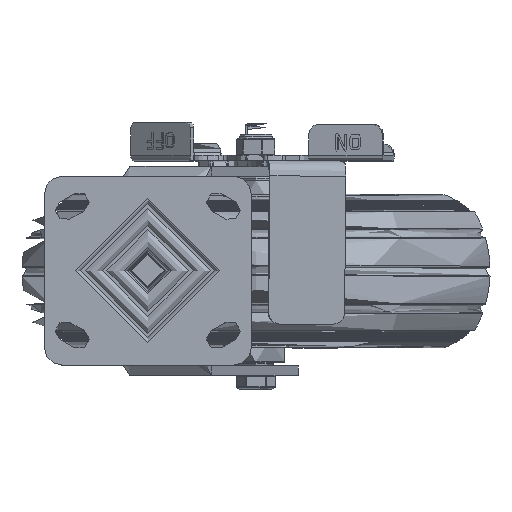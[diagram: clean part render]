
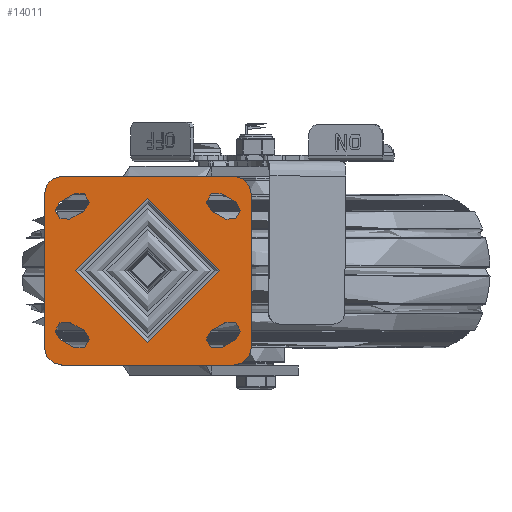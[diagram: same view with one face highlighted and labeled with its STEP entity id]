
A CAD part, top view. The second image highlights one B-rep face of the part: STEP entity #14011.
In plain terms, the highlighted planar face has unit normal (0, 0, 1).
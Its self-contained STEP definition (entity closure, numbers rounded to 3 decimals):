
#750=FACE_BOUND('',#4352,.T.);
#751=FACE_BOUND('',#4353,.T.);
#752=FACE_BOUND('',#4354,.T.);
#753=FACE_BOUND('',#4355,.T.);
#754=FACE_BOUND('',#4356,.T.);
#871=PLANE('',#15143);
#1438=LINE('',#21052,#2425);
#1440=LINE('',#21055,#2427);
#1442=LINE('',#21058,#2429);
#1444=LINE('',#21061,#2431);
#1446=LINE('',#21064,#2433);
#1448=LINE('',#21067,#2435);
#1450=LINE('',#21070,#2437);
#1452=LINE('',#21073,#2439);
#1456=LINE('',#21087,#2443);
#1460=LINE('',#21099,#2447);
#1464=LINE('',#21111,#2451);
#1468=LINE('',#21121,#2455);
#2425=VECTOR('',#16869,1000.);
#2427=VECTOR('',#16873,1000.);
#2429=VECTOR('',#16877,1000.);
#2431=VECTOR('',#16881,1000.);
#2433=VECTOR('',#16885,1000.);
#2435=VECTOR('',#16889,1000.);
#2437=VECTOR('',#16893,1000.);
#2439=VECTOR('',#16897,1000.);
#2443=VECTOR('',#16909,1000.);
#2447=VECTOR('',#16921,1000.);
#2451=VECTOR('',#16933,1000.);
#2455=VECTOR('',#16945,1000.);
#3490=FACE_OUTER_BOUND('',#4351,.T.);
#4351=EDGE_LOOP('',(#9800,#9801,#9802,#9803,#9804,#9805,#9806,#9807));
#4352=EDGE_LOOP('',(#9808,#9809,#9810,#9811));
#4353=EDGE_LOOP('',(#9812,#9813,#9814,#9815));
#4354=EDGE_LOOP('',(#9816,#9817,#9818,#9819));
#4355=EDGE_LOOP('',(#9820,#9821,#9822,#9823));
#4356=EDGE_LOOP('',(#9824));
#5241=CIRCLE('',#15014,40.078);
#5252=CIRCLE('',#15030,5.5);
#5253=CIRCLE('',#15032,5.5);
#5256=CIRCLE('',#15036,5.5);
#5257=CIRCLE('',#15038,5.5);
#5260=CIRCLE('',#15042,5.5);
#5261=CIRCLE('',#15044,5.5);
#5264=CIRCLE('',#15048,5.5);
#5265=CIRCLE('',#15050,5.5);
#5306=CIRCLE('',#15125,10.);
#5308=CIRCLE('',#15129,10.);
#5310=CIRCLE('',#15133,10.);
#5312=CIRCLE('',#15137,10.);
#6037=VERTEX_POINT('',#20852);
#6046=VERTEX_POINT('',#20879);
#6047=VERTEX_POINT('',#20881);
#6048=VERTEX_POINT('',#20885);
#6049=VERTEX_POINT('',#20886);
#6054=VERTEX_POINT('',#20897);
#6055=VERTEX_POINT('',#20899);
#6056=VERTEX_POINT('',#20903);
#6057=VERTEX_POINT('',#20904);
#6062=VERTEX_POINT('',#20915);
#6063=VERTEX_POINT('',#20917);
#6064=VERTEX_POINT('',#20921);
#6065=VERTEX_POINT('',#20922);
#6070=VERTEX_POINT('',#20933);
#6071=VERTEX_POINT('',#20935);
#6072=VERTEX_POINT('',#20939);
#6073=VERTEX_POINT('',#20940);
#6108=VERTEX_POINT('',#21078);
#6109=VERTEX_POINT('',#21080);
#6111=VERTEX_POINT('',#21086);
#6113=VERTEX_POINT('',#21092);
#6115=VERTEX_POINT('',#21098);
#6117=VERTEX_POINT('',#21104);
#6119=VERTEX_POINT('',#21110);
#6121=VERTEX_POINT('',#21116);
#7420=EDGE_CURVE('',#6037,#6037,#5241,.T.);
#7433=EDGE_CURVE('',#6047,#6046,#5252,.T.);
#7435=EDGE_CURVE('',#6048,#6049,#5253,.T.);
#7441=EDGE_CURVE('',#6055,#6054,#5256,.T.);
#7443=EDGE_CURVE('',#6056,#6057,#5257,.T.);
#7449=EDGE_CURVE('',#6063,#6062,#5260,.T.);
#7451=EDGE_CURVE('',#6064,#6065,#5261,.T.);
#7457=EDGE_CURVE('',#6071,#6070,#5264,.T.);
#7459=EDGE_CURVE('',#6072,#6073,#5265,.T.);
#7512=EDGE_CURVE('',#6073,#6071,#1438,.T.);
#7514=EDGE_CURVE('',#6070,#6072,#1440,.T.);
#7516=EDGE_CURVE('',#6065,#6063,#1442,.T.);
#7518=EDGE_CURVE('',#6062,#6064,#1444,.T.);
#7520=EDGE_CURVE('',#6057,#6055,#1446,.T.);
#7522=EDGE_CURVE('',#6054,#6056,#1448,.T.);
#7524=EDGE_CURVE('',#6049,#6047,#1450,.T.);
#7526=EDGE_CURVE('',#6046,#6048,#1452,.T.);
#7529=EDGE_CURVE('',#6108,#6109,#5306,.T.);
#7532=EDGE_CURVE('',#6109,#6111,#1456,.T.);
#7535=EDGE_CURVE('',#6111,#6113,#5308,.T.);
#7538=EDGE_CURVE('',#6113,#6115,#1460,.T.);
#7541=EDGE_CURVE('',#6117,#6115,#5310,.T.);
#7544=EDGE_CURVE('',#6117,#6119,#1464,.T.);
#7547=EDGE_CURVE('',#6121,#6119,#5312,.T.);
#7550=EDGE_CURVE('',#6121,#6108,#1468,.T.);
#9800=ORIENTED_EDGE('',*,*,#7529,.F.);
#9801=ORIENTED_EDGE('',*,*,#7550,.F.);
#9802=ORIENTED_EDGE('',*,*,#7547,.T.);
#9803=ORIENTED_EDGE('',*,*,#7544,.F.);
#9804=ORIENTED_EDGE('',*,*,#7541,.T.);
#9805=ORIENTED_EDGE('',*,*,#7538,.F.);
#9806=ORIENTED_EDGE('',*,*,#7535,.F.);
#9807=ORIENTED_EDGE('',*,*,#7532,.F.);
#9808=ORIENTED_EDGE('',*,*,#7524,.T.);
#9809=ORIENTED_EDGE('',*,*,#7433,.T.);
#9810=ORIENTED_EDGE('',*,*,#7526,.T.);
#9811=ORIENTED_EDGE('',*,*,#7435,.T.);
#9812=ORIENTED_EDGE('',*,*,#7520,.T.);
#9813=ORIENTED_EDGE('',*,*,#7441,.T.);
#9814=ORIENTED_EDGE('',*,*,#7522,.T.);
#9815=ORIENTED_EDGE('',*,*,#7443,.T.);
#9816=ORIENTED_EDGE('',*,*,#7516,.T.);
#9817=ORIENTED_EDGE('',*,*,#7449,.T.);
#9818=ORIENTED_EDGE('',*,*,#7518,.T.);
#9819=ORIENTED_EDGE('',*,*,#7451,.T.);
#9820=ORIENTED_EDGE('',*,*,#7512,.T.);
#9821=ORIENTED_EDGE('',*,*,#7457,.T.);
#9822=ORIENTED_EDGE('',*,*,#7514,.T.);
#9823=ORIENTED_EDGE('',*,*,#7459,.T.);
#9824=ORIENTED_EDGE('',*,*,#7420,.F.);
#14011=ADVANCED_FACE('',(#3490,#750,#751,#752,#753,#754),#871,.T.);
#15014=AXIS2_PLACEMENT_3D('',#20854,#16637,#16638);
#15030=AXIS2_PLACEMENT_3D('',#20882,#16671,#16672);
#15032=AXIS2_PLACEMENT_3D('',#20887,#16676,#16677);
#15036=AXIS2_PLACEMENT_3D('',#20900,#16687,#16688);
#15038=AXIS2_PLACEMENT_3D('',#20905,#16692,#16693);
#15042=AXIS2_PLACEMENT_3D('',#20918,#16703,#16704);
#15044=AXIS2_PLACEMENT_3D('',#20923,#16708,#16709);
#15048=AXIS2_PLACEMENT_3D('',#20936,#16719,#16720);
#15050=AXIS2_PLACEMENT_3D('',#20941,#16724,#16725);
#15125=AXIS2_PLACEMENT_3D('',#21081,#16903,#16904);
#15129=AXIS2_PLACEMENT_3D('',#21093,#16915,#16916);
#15133=AXIS2_PLACEMENT_3D('',#21105,#16927,#16928);
#15137=AXIS2_PLACEMENT_3D('',#21117,#16939,#16940);
#15143=AXIS2_PLACEMENT_3D('',#21126,#16954,#16955);
#16637=DIRECTION('center_axis',(0.,0.,1.));
#16638=DIRECTION('ref_axis',(-1.,0.,0.));
#16671=DIRECTION('center_axis',(0.,0.,-1.));
#16672=DIRECTION('ref_axis',(1.,0.,0.));
#16676=DIRECTION('center_axis',(0.,0.,-1.));
#16677=DIRECTION('ref_axis',(1.,0.,0.));
#16687=DIRECTION('center_axis',(0.,0.,-1.));
#16688=DIRECTION('ref_axis',(1.,0.,0.));
#16692=DIRECTION('center_axis',(0.,0.,-1.));
#16693=DIRECTION('ref_axis',(1.,0.,0.));
#16703=DIRECTION('center_axis',(0.,0.,-1.));
#16704=DIRECTION('ref_axis',(-1.,0.,0.));
#16708=DIRECTION('center_axis',(0.,0.,-1.));
#16709=DIRECTION('ref_axis',(-1.,0.,0.));
#16719=DIRECTION('center_axis',(0.,0.,-1.));
#16720=DIRECTION('ref_axis',(-1.,0.,0.));
#16724=DIRECTION('center_axis',(0.,0.,-1.));
#16725=DIRECTION('ref_axis',(-1.,0.,0.));
#16869=DIRECTION('',(0.872,0.49,0.));
#16873=DIRECTION('',(-0.872,-0.49,0.));
#16877=DIRECTION('',(0.872,-0.49,0.));
#16881=DIRECTION('',(-0.872,0.49,0.));
#16885=DIRECTION('',(-0.872,0.49,0.));
#16889=DIRECTION('',(0.872,-0.49,0.));
#16893=DIRECTION('',(-0.872,-0.49,0.));
#16897=DIRECTION('',(0.872,0.49,0.));
#16903=DIRECTION('center_axis',(0.,0.,-1.));
#16904=DIRECTION('ref_axis',(-1.,0.,0.));
#16909=DIRECTION('',(1.,0.,0.));
#16915=DIRECTION('center_axis',(0.,0.,-1.));
#16916=DIRECTION('ref_axis',(0.,1.,0.));
#16921=DIRECTION('',(0.,-1.,0.));
#16927=DIRECTION('center_axis',(0.,0.,1.));
#16928=DIRECTION('ref_axis',(0.,-1.,0.));
#16933=DIRECTION('',(-1.,0.,0.));
#16939=DIRECTION('center_axis',(0.,0.,1.));
#16940=DIRECTION('ref_axis',(-1.,0.,0.));
#16945=DIRECTION('',(0.,1.,0.));
#16954=DIRECTION('center_axis',(0.,0.,1.));
#16955=DIRECTION('ref_axis',(1.,0.,0.));
#20852=CARTESIAN_POINT('',(40.078,0.,0.));
#20854=CARTESIAN_POINT('Origin',(0.,0.,0.));
#20879=CARTESIAN_POINT('',(-48.696,38.294,0.));
#20881=CARTESIAN_POINT('',(-43.304,28.706,0.));
#20882=CARTESIAN_POINT('Origin',(-46.,33.5,0.));
#20885=CARTESIAN_POINT('',(-40.696,42.794,0.));
#20886=CARTESIAN_POINT('',(-35.304,33.206,0.));
#20887=CARTESIAN_POINT('Origin',(-38.,38.,0.));
#20897=CARTESIAN_POINT('',(-43.304,-28.706,0.));
#20899=CARTESIAN_POINT('',(-48.696,-38.294,0.));
#20900=CARTESIAN_POINT('Origin',(-46.,-33.5,0.));
#20903=CARTESIAN_POINT('',(-35.304,-33.206,0.));
#20904=CARTESIAN_POINT('',(-40.696,-42.794,0.));
#20905=CARTESIAN_POINT('Origin',(-38.,-38.,0.));
#20915=CARTESIAN_POINT('',(43.304,28.706,0.));
#20917=CARTESIAN_POINT('',(48.696,38.294,0.));
#20918=CARTESIAN_POINT('Origin',(46.,33.5,0.));
#20921=CARTESIAN_POINT('',(35.304,33.206,0.));
#20922=CARTESIAN_POINT('',(40.696,42.794,0.));
#20923=CARTESIAN_POINT('Origin',(38.,38.,0.));
#20933=CARTESIAN_POINT('',(48.696,-38.294,0.));
#20935=CARTESIAN_POINT('',(43.304,-28.706,0.));
#20936=CARTESIAN_POINT('Origin',(46.,-33.5,0.));
#20939=CARTESIAN_POINT('',(40.696,-42.794,0.));
#20940=CARTESIAN_POINT('',(35.304,-33.206,0.));
#20941=CARTESIAN_POINT('Origin',(38.,-38.,0.));
#21052=CARTESIAN_POINT('',(43.304,-28.706,0.));
#21055=CARTESIAN_POINT('',(48.696,-38.294,0.));
#21058=CARTESIAN_POINT('',(48.696,38.294,0.));
#21061=CARTESIAN_POINT('',(43.304,28.706,0.));
#21064=CARTESIAN_POINT('',(-48.696,-38.294,0.));
#21067=CARTESIAN_POINT('',(-43.304,-28.706,0.));
#21070=CARTESIAN_POINT('',(-43.304,28.706,0.));
#21073=CARTESIAN_POINT('',(-48.696,38.294,0.));
#21078=CARTESIAN_POINT('',(-57.5,42.5,0.));
#21080=CARTESIAN_POINT('',(-47.5,52.5,0.));
#21081=CARTESIAN_POINT('Origin',(-47.5,42.5,0.));
#21086=CARTESIAN_POINT('',(47.5,52.5,0.));
#21087=CARTESIAN_POINT('',(-47.5,52.5,0.));
#21092=CARTESIAN_POINT('',(57.5,42.5,0.));
#21093=CARTESIAN_POINT('Origin',(47.5,42.5,0.));
#21098=CARTESIAN_POINT('',(57.5,-42.5,0.));
#21099=CARTESIAN_POINT('',(57.5,42.5,0.));
#21104=CARTESIAN_POINT('',(47.5,-52.5,0.));
#21105=CARTESIAN_POINT('Origin',(47.5,-42.5,0.));
#21110=CARTESIAN_POINT('',(-47.5,-52.5,0.));
#21111=CARTESIAN_POINT('',(47.5,-52.5,0.));
#21116=CARTESIAN_POINT('',(-57.5,-42.5,0.));
#21117=CARTESIAN_POINT('Origin',(-47.5,-42.5,0.));
#21121=CARTESIAN_POINT('',(-57.5,-42.5,0.));
#21126=CARTESIAN_POINT('Origin',(0.,0.,0.));
